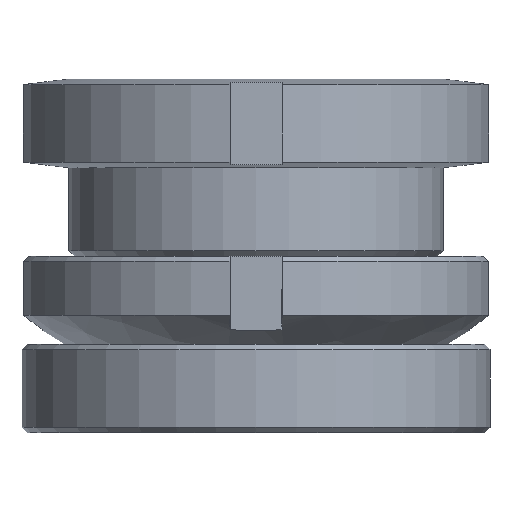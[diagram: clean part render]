
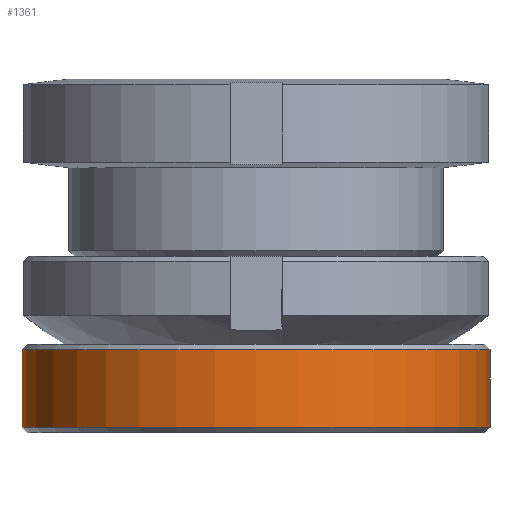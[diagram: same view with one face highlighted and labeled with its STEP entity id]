
A CAD part, front view. The second image highlights one B-rep face of the part: STEP entity #1361.
In plain terms, the highlighted cylindrical face has radius 22.5 mm (diameter 45 mm), a partial arc.
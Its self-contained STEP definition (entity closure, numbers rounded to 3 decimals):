
#565=VERTEX_POINT('',#1513);
#617=VERTEX_POINT('',#1571);
#679=EDGE_CURVE('',#885,#617,#1637,.T.);
#789=EDGE_CURVE('',#565,#1195,#1759,.T.);
#885=VERTEX_POINT('',#1868);
#1021=EDGE_CURVE('',#1195,#617,#2022,.T.);
#1067=EDGE_CURVE('',#885,#565,#2071,.T.);
#1195=VERTEX_POINT('',#2215);
#1361=ADVANCED_FACE('',(#2398),#2399,.T.);
#1513=CARTESIAN_POINT('',(22.5,0.,0.51));
#1571=CARTESIAN_POINT('',(-22.5,0.,7.99));
#1637=CIRCLE('',#2820,22.5);
#1759=CIRCLE('',#3005,22.5);
#1868=CARTESIAN_POINT('',(22.5,0.,7.99));
#2022=LINE('',#3464,#3465);
#2071=LINE('',#3540,#3541);
#2215=CARTESIAN_POINT('',(-22.5,0.,0.51));
#2398=FACE_OUTER_BOUND('',#4049,.T.);
#2399=CYLINDRICAL_SURFACE('',#4050,22.5);
#2820=AXIS2_PLACEMENT_3D('',#4355,#4356,#4357);
#3005=AXIS2_PLACEMENT_3D('',#4482,#4483,#4484);
#3464=CARTESIAN_POINT('',(-22.5,0.,4.25));
#3465=VECTOR('',#4822,1.0);
#3540=CARTESIAN_POINT('',(22.5,0.,4.25));
#3541=VECTOR('',#4875,1.0);
#4049=EDGE_LOOP('',(#5264,#5265,#5266,#5267));
#4050=AXIS2_PLACEMENT_3D('',#5268,#5269,#5270);
#4355=CARTESIAN_POINT('',(0.0,0.,7.99));
#4356=DIRECTION('',(0.0,0.,-1.0));
#4357=DIRECTION('',(1.0,0.0,0.0));
#4482=CARTESIAN_POINT('',(0.0,0.,0.51));
#4483=DIRECTION('',(0.0,0.,-1.0));
#4484=DIRECTION('',(1.0,0.0,0.0));
#4822=DIRECTION('',(-0.0,0.,1.0));
#4875=DIRECTION('',(0.0,0.,-1.0));
#5264=ORIENTED_EDGE('',*,*,#1067,.F.);
#5265=ORIENTED_EDGE('',*,*,#679,.T.);
#5266=ORIENTED_EDGE('',*,*,#1021,.F.);
#5267=ORIENTED_EDGE('',*,*,#789,.F.);
#5268=CARTESIAN_POINT('',(0.0,0.,4.25));
#5269=DIRECTION('',(-0.0,0.,1.0));
#5270=DIRECTION('',(1.0,0.0,0.0));
